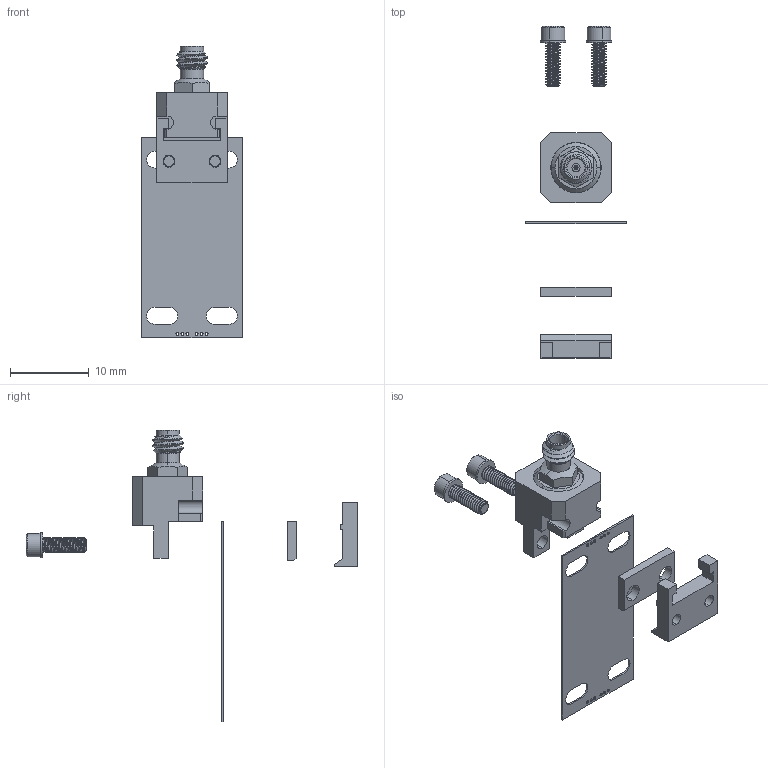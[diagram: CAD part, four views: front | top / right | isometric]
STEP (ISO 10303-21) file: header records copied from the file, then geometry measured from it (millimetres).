
FILE_DESCRIPTION (( 'STEP AP214' ), '1' );
FILE_NAME ('PE45403_3D.step', '2025-11-26T19:33:56', ( '' ), ( '' ), 'SwSTEP 2.0', 'SolidWorks 2025', '' );
FILE_SCHEMA (( 'AUTOMOTIVE_DESIGN' ));
Length unit declared in the file: inch
Products named in the file (6): Copy of PCB^PE45403; Copy of 1-72 SHCS x .3125^PE45403_92196A067; PE45403_3D; Copy of Threaded Clamping Plate^PE45403; Copy of Grounding Plate^PE45403; Copy of PE45403-Body^PE45403
Assembly tree (6 placements, depth 2):
  PE45403_3D
    Copy of PE45403-Body^PE45403
    Copy of Grounding Plate^PE45403
    Copy of Threaded Clamping Plate^PE45403
    Copy of 1-72 SHCS x .3125^PE45403_92196A067  x2
    Copy of PCB^PE45403
Bounding box: 12.7 x 42.1 x 36.98 mm (x, y, z)
Volume: 765.3 mm3; surface area: 1769.2 mm2
Topology: 10 solids, 10 shells, 389 faces, 1020 edges, 664 vertices
Faces by surface type: cylinder 206, plane 138, cone 38, bspline 7
Entity records: 11500 total; most frequent: CARTESIAN_POINT 4207, ORIENTED_EDGE 1546, DIRECTION 1376, EDGE_CURVE 773, VERTEX_POINT 505, AXIS2_PLACEMENT_3D 473, VECTOR 430, LINE 430
